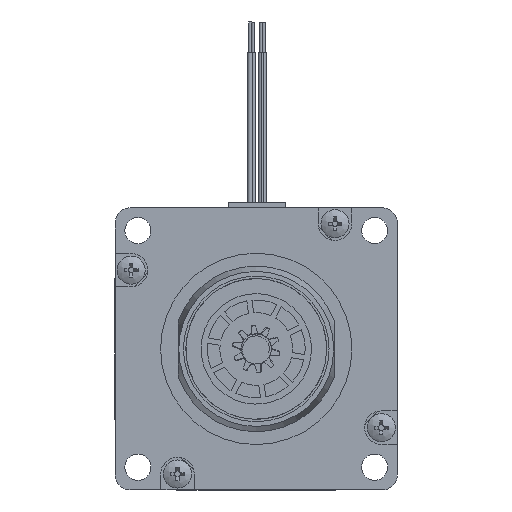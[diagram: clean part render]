
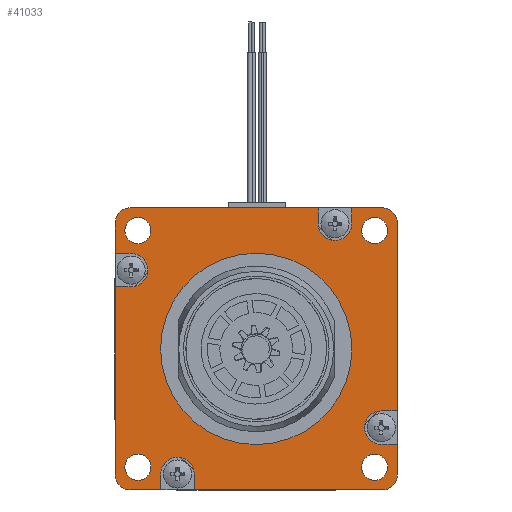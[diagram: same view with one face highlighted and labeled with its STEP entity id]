
A CAD part, left-side view. The second image highlights one B-rep face of the part: STEP entity #41033.
In plain terms, the highlighted face is planar.
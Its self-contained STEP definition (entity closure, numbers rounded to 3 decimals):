
#2828=LINE('',#72208,#6286);
#2829=LINE('',#72210,#6287);
#2830=LINE('',#72214,#6288);
#2831=LINE('',#72216,#6289);
#2832=LINE('',#72220,#6290);
#2833=LINE('',#72222,#6291);
#2834=LINE('',#72226,#6292);
#2835=LINE('',#72228,#6293);
#2836=LINE('',#72232,#6294);
#2837=LINE('',#72234,#6295);
#2838=LINE('',#72238,#6296);
#2839=LINE('',#72240,#6297);
#2840=LINE('',#72244,#6298);
#2841=LINE('',#72246,#6299);
#2842=LINE('',#72250,#6300);
#2843=LINE('',#72251,#6301);
#6286=VECTOR('',#56567,3.185);
#6287=VECTOR('',#56568,37.453);
#6288=VECTOR('',#56571,6.122);
#6289=VECTOR('',#56572,2.688);
#6290=VECTOR('',#56575,3.185);
#6291=VECTOR('',#56576,37.453);
#6292=VECTOR('',#56579,6.122);
#6293=VECTOR('',#56580,2.688);
#6294=VECTOR('',#56583,3.185);
#6295=VECTOR('',#56584,37.453);
#6296=VECTOR('',#56587,6.122);
#6297=VECTOR('',#56588,2.688);
#6298=VECTOR('',#56591,3.185);
#6299=VECTOR('',#56592,37.453);
#6300=VECTOR('',#56595,6.122);
#6301=VECTOR('',#56596,2.688);
#8159=PLANE('',#45302);
#8535=FACE_BOUND('',#12755,.T.);
#8536=FACE_BOUND('',#12756,.T.);
#8537=FACE_BOUND('',#12757,.T.);
#8538=FACE_BOUND('',#12758,.T.);
#8539=FACE_BOUND('',#12759,.T.);
#10379=FACE_OUTER_BOUND('',#12754,.T.);
#12754=EDGE_LOOP('',(#35522,#35523,#35524,#35525,#35526,#35527,#35528,#35529,
#35530,#35531,#35532,#35533,#35534,#35535,#35536,#35537,#35538,#35539,#35540,
#35541,#35542,#35543,#35544,#35545));
#12755=EDGE_LOOP('',(#35546));
#12756=EDGE_LOOP('',(#35547));
#12757=EDGE_LOOP('',(#35548));
#12758=EDGE_LOOP('',(#35549));
#12759=EDGE_LOOP('',(#35550));
#15357=CIRCLE('',#45303,3.331);
#15358=CIRCLE('',#45304,3.);
#15359=CIRCLE('',#45305,3.331);
#15360=CIRCLE('',#45306,3.);
#15361=CIRCLE('',#45307,3.331);
#15362=CIRCLE('',#45308,3.);
#15363=CIRCLE('',#45309,3.331);
#15364=CIRCLE('',#45310,3.);
#15365=CIRCLE('',#45311,2.6);
#15366=CIRCLE('',#45312,2.6);
#15367=CIRCLE('',#45313,2.6);
#15368=CIRCLE('',#45314,2.6);
#15369=CIRCLE('',#45315,19.05);
#19124=VERTEX_POINT('',#72204);
#19125=VERTEX_POINT('',#72205);
#19126=VERTEX_POINT('',#72207);
#19127=VERTEX_POINT('',#72209);
#19128=VERTEX_POINT('',#72211);
#19129=VERTEX_POINT('',#72213);
#19130=VERTEX_POINT('',#72215);
#19131=VERTEX_POINT('',#72217);
#19132=VERTEX_POINT('',#72219);
#19133=VERTEX_POINT('',#72221);
#19134=VERTEX_POINT('',#72223);
#19135=VERTEX_POINT('',#72225);
#19136=VERTEX_POINT('',#72227);
#19137=VERTEX_POINT('',#72229);
#19138=VERTEX_POINT('',#72231);
#19139=VERTEX_POINT('',#72233);
#19140=VERTEX_POINT('',#72235);
#19141=VERTEX_POINT('',#72237);
#19142=VERTEX_POINT('',#72239);
#19143=VERTEX_POINT('',#72241);
#19144=VERTEX_POINT('',#72243);
#19145=VERTEX_POINT('',#72245);
#19146=VERTEX_POINT('',#72247);
#19147=VERTEX_POINT('',#72249);
#19148=VERTEX_POINT('',#72252);
#19149=VERTEX_POINT('',#72254);
#19150=VERTEX_POINT('',#72256);
#19151=VERTEX_POINT('',#72258);
#19152=VERTEX_POINT('',#72260);
#24757=EDGE_CURVE('',#19124,#19125,#15357,.T.);
#24758=EDGE_CURVE('',#19126,#19124,#2828,.T.);
#24759=EDGE_CURVE('',#19126,#19127,#2829,.T.);
#24760=EDGE_CURVE('',#19127,#19128,#15358,.T.);
#24761=EDGE_CURVE('',#19128,#19129,#2830,.T.);
#24762=EDGE_CURVE('',#19130,#19129,#2831,.T.);
#24763=EDGE_CURVE('',#19131,#19130,#15359,.T.);
#24764=EDGE_CURVE('',#19132,#19131,#2832,.T.);
#24765=EDGE_CURVE('',#19132,#19133,#2833,.T.);
#24766=EDGE_CURVE('',#19133,#19134,#15360,.T.);
#24767=EDGE_CURVE('',#19134,#19135,#2834,.T.);
#24768=EDGE_CURVE('',#19136,#19135,#2835,.T.);
#24769=EDGE_CURVE('',#19137,#19136,#15361,.T.);
#24770=EDGE_CURVE('',#19138,#19137,#2836,.T.);
#24771=EDGE_CURVE('',#19138,#19139,#2837,.T.);
#24772=EDGE_CURVE('',#19139,#19140,#15362,.T.);
#24773=EDGE_CURVE('',#19140,#19141,#2838,.T.);
#24774=EDGE_CURVE('',#19142,#19141,#2839,.T.);
#24775=EDGE_CURVE('',#19143,#19142,#15363,.T.);
#24776=EDGE_CURVE('',#19144,#19143,#2840,.T.);
#24777=EDGE_CURVE('',#19144,#19145,#2841,.T.);
#24778=EDGE_CURVE('',#19145,#19146,#15364,.T.);
#24779=EDGE_CURVE('',#19146,#19147,#2842,.T.);
#24780=EDGE_CURVE('',#19125,#19147,#2843,.T.);
#24781=EDGE_CURVE('',#19148,#19148,#15365,.T.);
#24782=EDGE_CURVE('',#19149,#19149,#15366,.T.);
#24783=EDGE_CURVE('',#19150,#19150,#15367,.T.);
#24784=EDGE_CURVE('',#19151,#19151,#15368,.T.);
#24785=EDGE_CURVE('',#19152,#19152,#15369,.F.);
#35522=ORIENTED_EDGE('',*,*,#24757,.F.);
#35523=ORIENTED_EDGE('',*,*,#24758,.F.);
#35524=ORIENTED_EDGE('',*,*,#24759,.T.);
#35525=ORIENTED_EDGE('',*,*,#24760,.T.);
#35526=ORIENTED_EDGE('',*,*,#24761,.T.);
#35527=ORIENTED_EDGE('',*,*,#24762,.F.);
#35528=ORIENTED_EDGE('',*,*,#24763,.F.);
#35529=ORIENTED_EDGE('',*,*,#24764,.F.);
#35530=ORIENTED_EDGE('',*,*,#24765,.T.);
#35531=ORIENTED_EDGE('',*,*,#24766,.T.);
#35532=ORIENTED_EDGE('',*,*,#24767,.T.);
#35533=ORIENTED_EDGE('',*,*,#24768,.F.);
#35534=ORIENTED_EDGE('',*,*,#24769,.F.);
#35535=ORIENTED_EDGE('',*,*,#24770,.F.);
#35536=ORIENTED_EDGE('',*,*,#24771,.T.);
#35537=ORIENTED_EDGE('',*,*,#24772,.T.);
#35538=ORIENTED_EDGE('',*,*,#24773,.T.);
#35539=ORIENTED_EDGE('',*,*,#24774,.F.);
#35540=ORIENTED_EDGE('',*,*,#24775,.F.);
#35541=ORIENTED_EDGE('',*,*,#24776,.F.);
#35542=ORIENTED_EDGE('',*,*,#24777,.T.);
#35543=ORIENTED_EDGE('',*,*,#24778,.T.);
#35544=ORIENTED_EDGE('',*,*,#24779,.T.);
#35545=ORIENTED_EDGE('',*,*,#24780,.F.);
#35546=ORIENTED_EDGE('',*,*,#24781,.F.);
#35547=ORIENTED_EDGE('',*,*,#24782,.F.);
#35548=ORIENTED_EDGE('',*,*,#24783,.F.);
#35549=ORIENTED_EDGE('',*,*,#24784,.F.);
#35550=ORIENTED_EDGE('',*,*,#24785,.F.);
#41033=ADVANCED_FACE('',(#10379,#8535,#8536,#8537,#8538,#8539),#8159,.F.);
#45302=AXIS2_PLACEMENT_3D('',#72203,#56563,#56564);
#45303=AXIS2_PLACEMENT_3D('',#72206,#56565,#56566);
#45304=AXIS2_PLACEMENT_3D('',#72212,#56569,#56570);
#45305=AXIS2_PLACEMENT_3D('',#72218,#56573,#56574);
#45306=AXIS2_PLACEMENT_3D('',#72224,#56577,#56578);
#45307=AXIS2_PLACEMENT_3D('',#72230,#56581,#56582);
#45308=AXIS2_PLACEMENT_3D('',#72236,#56585,#56586);
#45309=AXIS2_PLACEMENT_3D('',#72242,#56589,#56590);
#45310=AXIS2_PLACEMENT_3D('',#72248,#56593,#56594);
#45311=AXIS2_PLACEMENT_3D('',#72253,#56597,#56598);
#45312=AXIS2_PLACEMENT_3D('',#72255,#56599,#56600);
#45313=AXIS2_PLACEMENT_3D('',#72257,#56601,#56602);
#45314=AXIS2_PLACEMENT_3D('',#72259,#56603,#56604);
#45315=AXIS2_PLACEMENT_3D('',#72261,#56605,#56606);
#56563=DIRECTION('center_axis',(0.,-1.,0.));
#56564=DIRECTION('ref_axis',(0.,0.,-1.));
#56565=DIRECTION('center_axis',(0.,1.,0.));
#56566=DIRECTION('ref_axis',(-1.,0.,0.));
#56567=DIRECTION('',(-1.,0.,0.));
#56568=DIRECTION('',(0.,0.,-1.));
#56569=DIRECTION('center_axis',(0.,1.,0.));
#56570=DIRECTION('ref_axis',(0.,0.,1.));
#56571=DIRECTION('',(-1.,0.,0.));
#56572=DIRECTION('',(0.,0.,-1.));
#56573=DIRECTION('center_axis',(0.,1.,0.));
#56574=DIRECTION('ref_axis',(0.,0.,1.));
#56575=DIRECTION('',(0.,0.,1.));
#56576=DIRECTION('',(-1.,0.,0.));
#56577=DIRECTION('center_axis',(0.,1.,0.));
#56578=DIRECTION('ref_axis',(0.,0.,-1.));
#56579=DIRECTION('',(0.,0.,1.));
#56580=DIRECTION('',(-1.,0.,0.));
#56581=DIRECTION('center_axis',(0.,1.,0.));
#56582=DIRECTION('ref_axis',(1.,0.,0.));
#56583=DIRECTION('',(1.,0.,0.));
#56584=DIRECTION('',(0.,0.,1.));
#56585=DIRECTION('center_axis',(0.,1.,0.));
#56586=DIRECTION('ref_axis',(0.,0.,1.));
#56587=DIRECTION('',(1.,0.,0.));
#56588=DIRECTION('',(0.,0.,1.));
#56589=DIRECTION('center_axis',(0.,1.,0.));
#56590=DIRECTION('ref_axis',(0.,0.,-1.));
#56591=DIRECTION('',(0.,0.,-1.));
#56592=DIRECTION('',(1.,0.,0.));
#56593=DIRECTION('center_axis',(0.,1.,0.));
#56594=DIRECTION('ref_axis',(0.,0.,1.));
#56595=DIRECTION('',(0.,0.,-1.));
#56596=DIRECTION('',(1.,0.,0.));
#56597=DIRECTION('center_axis',(0.,1.,0.));
#56598=DIRECTION('ref_axis',(0.,0.,1.));
#56599=DIRECTION('center_axis',(0.,1.,0.));
#56600=DIRECTION('ref_axis',(0.,0.,-1.));
#56601=DIRECTION('center_axis',(0.,1.,0.));
#56602=DIRECTION('ref_axis',(0.,0.,1.));
#56603=DIRECTION('center_axis',(0.,1.,0.));
#56604=DIRECTION('ref_axis',(0.,0.,-1.));
#56605=DIRECTION('center_axis',(0.,-1.,0.));
#56606=DIRECTION('ref_axis',(0.,0.,-1.));
#72203=CARTESIAN_POINT('Origin',(-25.1,5.1,-25.1));
#72204=CARTESIAN_POINT('',(24.915,5.1,12.353));
#72205=CARTESIAN_POINT('',(25.412,5.1,18.978));
#72206=CARTESIAN_POINT('Origin',(24.915,5.1,15.684));
#72207=CARTESIAN_POINT('',(28.1,5.1,12.353));
#72208=CARTESIAN_POINT('',(28.1,5.1,12.353));
#72209=CARTESIAN_POINT('',(28.1,5.1,-25.1));
#72210=CARTESIAN_POINT('',(28.1,5.1,12.353));
#72211=CARTESIAN_POINT('',(25.1,5.1,-28.1));
#72212=CARTESIAN_POINT('Origin',(25.1,5.1,-25.1));
#72213=CARTESIAN_POINT('',(18.978,5.1,-28.1));
#72214=CARTESIAN_POINT('',(25.1,5.1,-28.1));
#72215=CARTESIAN_POINT('',(18.978,5.1,-25.412));
#72216=CARTESIAN_POINT('',(18.978,5.1,-25.412));
#72217=CARTESIAN_POINT('',(12.353,5.1,-24.915));
#72218=CARTESIAN_POINT('Origin',(15.684,5.1,-24.915));
#72219=CARTESIAN_POINT('',(12.353,5.1,-28.1));
#72220=CARTESIAN_POINT('',(12.353,5.1,-28.1));
#72221=CARTESIAN_POINT('',(-25.1,5.1,-28.1));
#72222=CARTESIAN_POINT('',(12.353,5.1,-28.1));
#72223=CARTESIAN_POINT('',(-28.1,5.1,-25.1));
#72224=CARTESIAN_POINT('Origin',(-25.1,5.1,-25.1));
#72225=CARTESIAN_POINT('',(-28.1,5.1,-18.978));
#72226=CARTESIAN_POINT('',(-28.1,5.1,-25.1));
#72227=CARTESIAN_POINT('',(-25.412,5.1,-18.978));
#72228=CARTESIAN_POINT('',(-25.412,5.1,-18.978));
#72229=CARTESIAN_POINT('',(-24.915,5.1,-12.353));
#72230=CARTESIAN_POINT('Origin',(-24.915,5.1,-15.684));
#72231=CARTESIAN_POINT('',(-28.1,5.1,-12.353));
#72232=CARTESIAN_POINT('',(-28.1,5.1,-12.353));
#72233=CARTESIAN_POINT('',(-28.1,5.1,25.1));
#72234=CARTESIAN_POINT('',(-28.1,5.1,-12.353));
#72235=CARTESIAN_POINT('',(-25.1,5.1,28.1));
#72236=CARTESIAN_POINT('Origin',(-25.1,5.1,25.1));
#72237=CARTESIAN_POINT('',(-18.978,5.1,28.1));
#72238=CARTESIAN_POINT('',(-25.1,5.1,28.1));
#72239=CARTESIAN_POINT('',(-18.978,5.1,25.412));
#72240=CARTESIAN_POINT('',(-18.978,5.1,25.412));
#72241=CARTESIAN_POINT('',(-12.353,5.1,24.915));
#72242=CARTESIAN_POINT('Origin',(-15.684,5.1,24.915));
#72243=CARTESIAN_POINT('',(-12.353,5.1,28.1));
#72244=CARTESIAN_POINT('',(-12.353,5.1,28.1));
#72245=CARTESIAN_POINT('',(25.1,5.1,28.1));
#72246=CARTESIAN_POINT('',(-12.353,5.1,28.1));
#72247=CARTESIAN_POINT('',(28.1,5.1,25.1));
#72248=CARTESIAN_POINT('Origin',(25.1,5.1,25.1));
#72249=CARTESIAN_POINT('',(28.1,5.1,18.978));
#72250=CARTESIAN_POINT('',(28.1,5.1,25.1));
#72251=CARTESIAN_POINT('',(25.412,5.1,18.978));
#72252=CARTESIAN_POINT('',(-23.57,5.1,-20.97));
#72253=CARTESIAN_POINT('Origin',(-23.57,5.1,-23.57));
#72254=CARTESIAN_POINT('',(23.57,5.1,-26.17));
#72255=CARTESIAN_POINT('Origin',(23.57,5.1,-23.57));
#72256=CARTESIAN_POINT('',(23.57,5.1,26.17));
#72257=CARTESIAN_POINT('Origin',(23.57,5.1,23.57));
#72258=CARTESIAN_POINT('',(-23.57,5.1,20.97));
#72259=CARTESIAN_POINT('Origin',(-23.57,5.1,23.57));
#72260=CARTESIAN_POINT('',(0.,5.1,-19.05));
#72261=CARTESIAN_POINT('Origin',(0.,5.1,0.));
